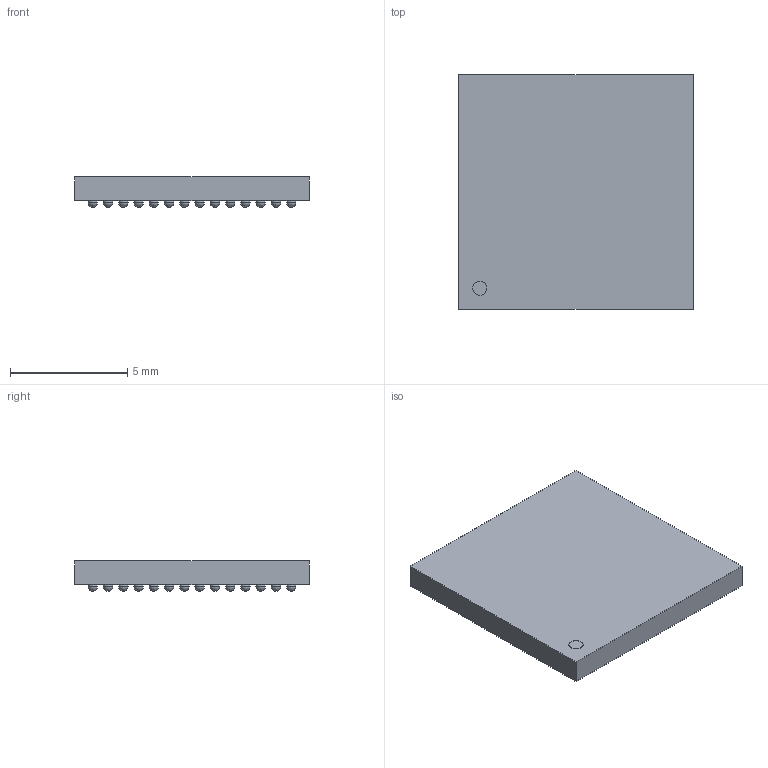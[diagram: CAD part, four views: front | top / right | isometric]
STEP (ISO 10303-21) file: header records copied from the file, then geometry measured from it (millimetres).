
FILE_DESCRIPTION (( 'STEP AP214' ), '1' );
FILE_NAME ('User Library-BGA(PBGA)-196.STEP', '2019-11-13T22:27:18', ( '' ), ( '' ), 'SwSTEP 2.0', 'SolidWorks 2019', '' );
FILE_SCHEMA (( 'AUTOMOTIVE_DESIGN' ));
Length unit declared in the file: millimetre
Products named in the file (203): Sphere; 477757688; Free-Models; Extruded; 94262880; Cylinder; User Library-BGA(PBGA)-196; 744488200
Assembly tree (397 placements, depth 4):
  User Library-BGA(PBGA)-196
    Free-Models
      744488200
        Cylinder
      94262880
        Extruded
      477757688
        Sphere
      477757688
        Sphere
      477757688
        Sphere
      477757688
        Sphere
      477757688
        Sphere
      477757688
        Sphere
      477757688
        Sphere
      477757688
        Sphere
      477757688
        Sphere
      477757688
        Sphere
      477757688
        Sphere
      477757688
        Sphere
      477757688
        Sphere
      477757688
        Sphere
      477757688
        Sphere
      477757688
        Sphere
      477757688
        Sphere
      477757688
        Sphere
      477757688
        Sphere
      477757688
        Sphere
      477757688
        Sphere
      477757688
        Sphere
      477757688
        Sphere
      477757688
        Sphere
      477757688
        Sphere
      477757688
        Sphere
      477757688
        Sphere
Bounding box: 10 x 10 x 1.31 mm (x, y, z)
Volume: 109.1 mm3; surface area: 344.9 mm2
Topology: 198 solids, 198 shells, 402 faces, 1194 edges, 404 vertices
Faces by surface type: bspline 392, plane 8, cylinder 2
Entity records: 7328 total; most frequent: DIRECTION 1244, CARTESIAN_POINT 675, AXIS2_PLACEMENT_3D 615, PRODUCT_DEFINITION_SHAPE 600, APPLICATION_CONTEXT 406, APPLICATION_PROTOCOL_DEFINITION 406, ITEM_DEFINED_TRANSFORMATION 397, CONTEXT_DEPENDENT_SHAPE_REPRESENTATION 397
